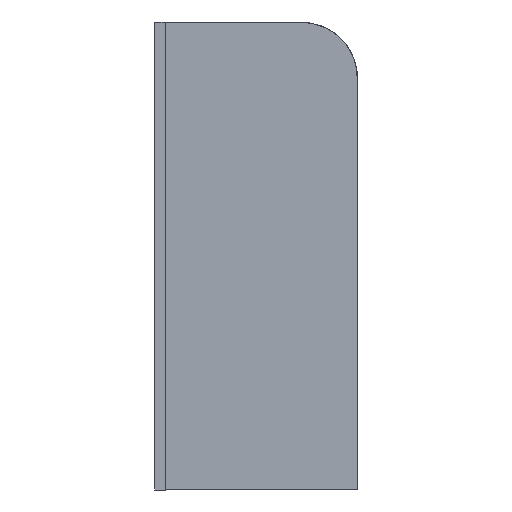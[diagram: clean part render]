
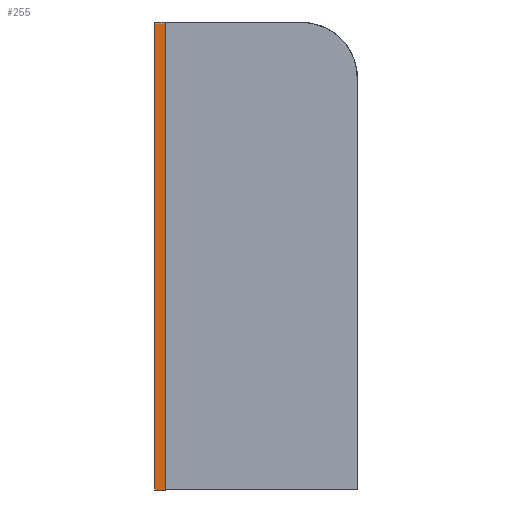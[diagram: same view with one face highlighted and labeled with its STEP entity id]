
A CAD part, front view. The second image highlights one B-rep face of the part: STEP entity #255.
In plain terms, the highlighted face is planar.
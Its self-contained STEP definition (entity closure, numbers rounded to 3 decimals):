
#255=ADVANCED_FACE('',(#490),#3959,.T.);
#490=FACE_OUTER_BOUND('',#732,.T.);
#732=EDGE_LOOP('',(#1696,#1697,#1698,#1699));
#1696=ORIENTED_EDGE('',*,*,#2580,.F.);
#1697=ORIENTED_EDGE('',*,*,#2466,.F.);
#1698=ORIENTED_EDGE('',*,*,#2579,.T.);
#1699=ORIENTED_EDGE('',*,*,#2498,.T.);
#2466=EDGE_CURVE('',#3669,#3670,#3025,.T.);
#2498=EDGE_CURVE('',#3729,#3728,#3057,.T.);
#2579=EDGE_CURVE('',#3669,#3729,#3128,.T.);
#2580=EDGE_CURVE('',#3670,#3728,#3129,.T.);
#3025=B_SPLINE_CURVE_WITH_KNOTS('',1,(#6747,#6748),.UNSPECIFIED.,.F.,.F.,
(2,2),(0.,47.5),.UNSPECIFIED.);
#3057=B_SPLINE_CURVE_WITH_KNOTS('',1,(#6811,#6812),.UNSPECIFIED.,.F.,.F.,
(2,2),(-47.5,0.),.UNSPECIFIED.);
#3128=B_SPLINE_CURVE_WITH_KNOTS('',1,(#6983,#6984),.UNSPECIFIED.,.F.,.F.,
(2,2),(-2100.,0.),.UNSPECIFIED.);
#3129=B_SPLINE_CURVE_WITH_KNOTS('',1,(#6985,#6986),.UNSPECIFIED.,.F.,.F.,
(2,2),(-2100.,0.),.UNSPECIFIED.);
#3669=VERTEX_POINT('',#6164);
#3670=VERTEX_POINT('',#6165);
#3728=VERTEX_POINT('',#6223);
#3729=VERTEX_POINT('',#6224);
#3959=PLANE('',#4365);
#4365=AXIS2_PLACEMENT_3D('',#6034,#4613,$);
#4613=DIRECTION('',(-1.,0.,0.));
#6034=CARTESIAN_POINT('',(-2728.292,731.481,-1260.));
#6164=CARTESIAN_POINT('',(-2728.292,783.731,1050.));
#6165=CARTESIAN_POINT('',(-2728.292,736.231,1050.));
#6223=CARTESIAN_POINT('',(-2728.292,736.231,-1050.));
#6224=CARTESIAN_POINT('',(-2728.292,783.731,-1050.));
#6747=CARTESIAN_POINT('',(-2728.292,783.731,1050.));
#6748=CARTESIAN_POINT('',(-2728.292,736.231,1050.));
#6811=CARTESIAN_POINT('',(-2728.292,783.731,-1050.));
#6812=CARTESIAN_POINT('',(-2728.292,736.231,-1050.));
#6983=CARTESIAN_POINT('',(-2728.292,783.731,1050.));
#6984=CARTESIAN_POINT('',(-2728.292,783.731,-1050.));
#6985=CARTESIAN_POINT('',(-2728.292,736.231,1050.));
#6986=CARTESIAN_POINT('',(-2728.292,736.231,-1050.));
